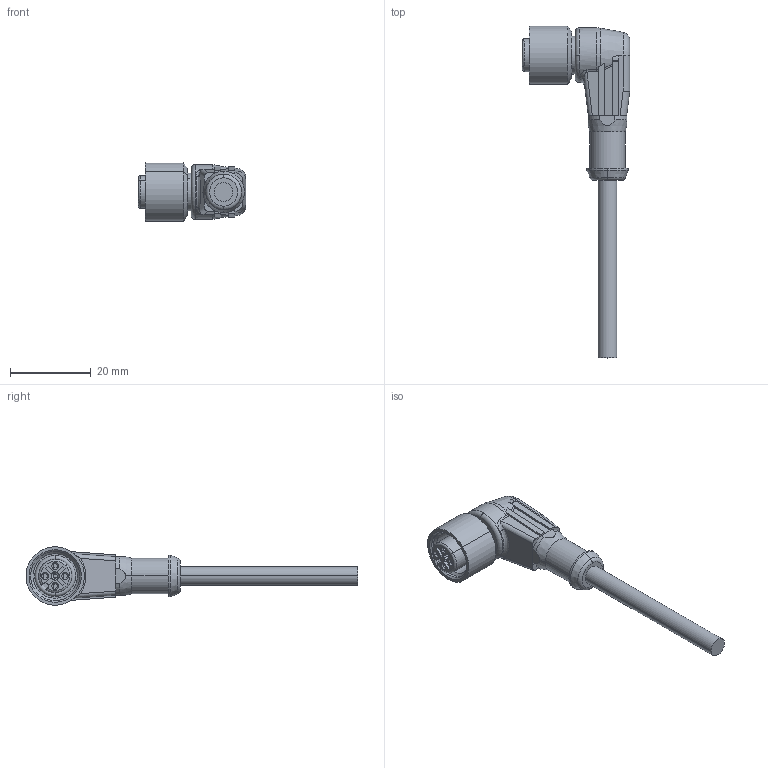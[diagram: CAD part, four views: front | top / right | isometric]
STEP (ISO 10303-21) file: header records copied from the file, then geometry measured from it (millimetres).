
FILE_DESCRIPTION(('STEP AP242'),'1');
FILE_NAME('connector_xzcp1241l15.stp','2021-06-14T06:40:40',('TraceParts'),('TraceParts S.A.'),'Spatial InterOp 3D',' ',' ');
FILE_SCHEMA(('AP242_MANAGED_MODEL_BASED_3D_ENGINEERING_MIM_LF {1 0 10303 442 1 1 4}'));
Length unit declared in the file: millimetre
Products named in the file (1): connector_xzcp1241l15
Bounding box: 26.6 x 82.22 x 14.44 mm (x, y, z)
Volume: 6041.4 mm3; surface area: 3581.2 mm2
Topology: 1 solids, 1 shells, 163 faces, 423 edges, 269 vertices
Faces by surface type: plane 64, cylinder 50, torus 21, cone 20, bspline 8
Entity records: 8453 total; most frequent: CARTESIAN_POINT 3070, DIRECTION 893, ORIENTED_EDGE 846, EDGE_CURVE 423, AXIS2_PLACEMENT_3D 354, VERTEX_POINT 269, CIRCLE 188, LINE 185
